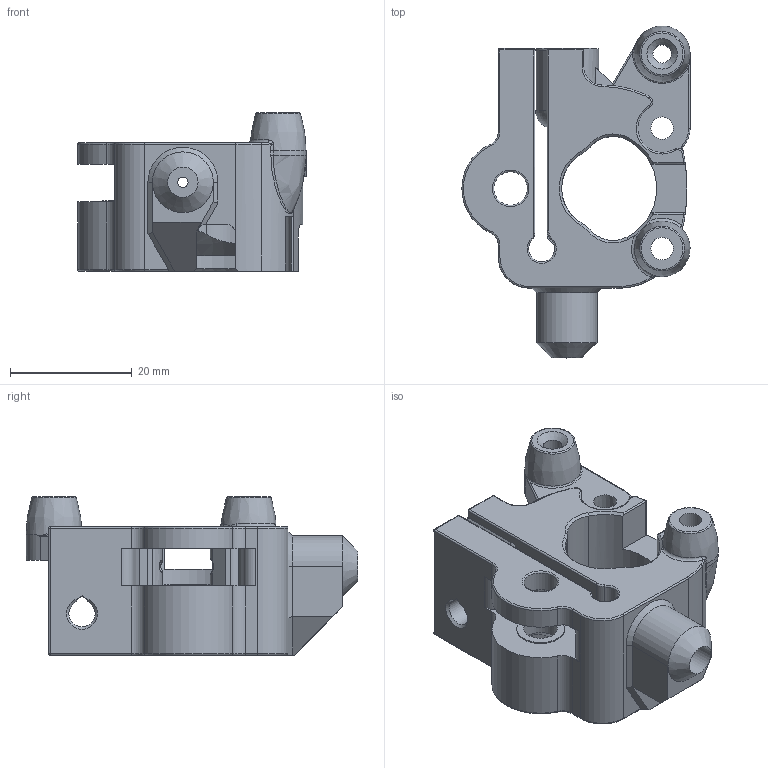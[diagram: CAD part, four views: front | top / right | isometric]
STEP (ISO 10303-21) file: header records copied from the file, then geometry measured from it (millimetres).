
FILE_DESCRIPTION(/* description */ (''),/* implementation_level */ '2;1');
FILE_NAME(/* name */ 'M3FilamentDrive_8-7-19 v2.step',/* time_stamp */ '2019-08-07T12:50:40-04:00',/* author */ (''),/* organization */ (''),/* preprocessor_version */ 'ST-DEVELOPER v18',/* originating_system */ 'Autodesk Translation Framework v8.2.0.1029',/* authorisation */ '');
FILE_SCHEMA (('AUTOMOTIVE_DESIGN { 1 0 10303 214 3 1 1 }'));
Length unit declared in the file: millimetre
Products named in the file (1): M3FilamentDrive_8-7-19
Bounding box: 37.5 x 54.55 x 26 mm (x, y, z)
Volume: 14750.4 mm3; surface area: 9333.5 mm2
Topology: 1 solids, 1 shells, 272 faces, 774 edges, 488 vertices
Faces by surface type: cylinder 103, plane 83, torus 33, cone 27, bspline 20, sphere 6
Full cylindrical faces by diameter (mm): 1.7 x1, 2 x1, 3 x1, 3.7 x1, 4.3 x2, 5 x1, 5.5 x2, 7.9 x1
Entity records: 12169 total; most frequent: CARTESIAN_POINT 5045, ORIENTED_EDGE 1534, DIRECTION 1532, EDGE_CURVE 767, AXIS2_PLACEMENT_3D 606, VERTEX_POINT 488, CIRCLE 330, LINE 320
